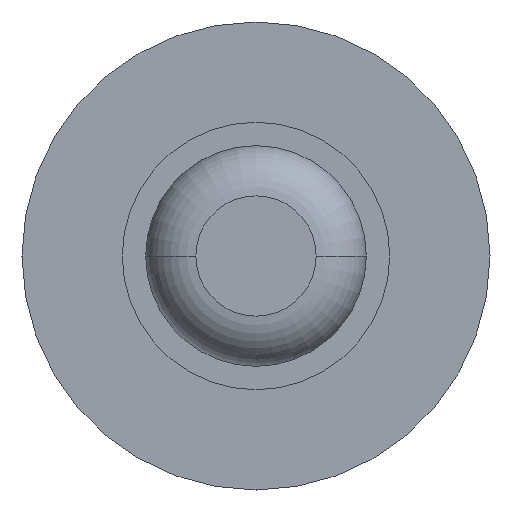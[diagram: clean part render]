
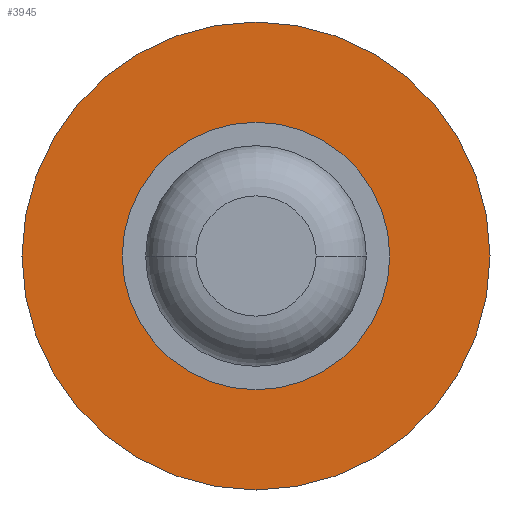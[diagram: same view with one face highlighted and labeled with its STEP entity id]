
A CAD part, front view. The second image highlights one B-rep face of the part: STEP entity #3945.
In plain terms, the highlighted planar face has unit normal (0, -1, 0).
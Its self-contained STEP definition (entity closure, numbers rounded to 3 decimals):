
#61 = DIRECTION ( 'NONE',  ( -1., 0., 0. ) ) ;
#94 = AXIS2_PLACEMENT_3D ( 'NONE', #342, #1931, #61 ) ;
#128 = DIRECTION ( 'NONE',  ( 0., 1., 0. ) ) ;
#330 = DIRECTION ( 'NONE',  ( 0., 1., 0. ) ) ;
#342 = CARTESIAN_POINT ( 'NONE',  ( 0., 5., 0. ) ) ;
#442 = AXIS2_PLACEMENT_3D ( 'NONE', #658, #1313, #3152 ) ;
#450 = VERTEX_POINT ( 'NONE', #1255 ) ;
#658 = CARTESIAN_POINT ( 'NONE',  ( 1.75, 5., 0. ) ) ;
#659 = CIRCLE ( 'NONE', #1473, 0.64 ) ;
#818 = EDGE_CURVE ( 'Defeature ausgef�hrt1_13+Defeature ausgef�hrt1_12+Defeature ausgef�hrt1_12+Defeature ausgef�hrt1_12', #2751, #1445, #2880, .T. ) ;
#933 = ORIENTED_EDGE ( 'NONE', *, *, #1317, .F. ) ;
#945 = CARTESIAN_POINT ( 'NONE',  ( 0., 5., 0. ) ) ;
#1121 = CARTESIAN_POINT ( 'NONE',  ( 0., 5., 0. ) ) ;
#1255 = CARTESIAN_POINT ( 'NONE',  ( -0.64, 5., 0. ) ) ;
#1269 = AXIS2_PLACEMENT_3D ( 'NONE', #945, #2198, #3431 ) ;
#1277 = CARTESIAN_POINT ( 'NONE',  ( 1.75, 5., 0. ) ) ;
#1313 = DIRECTION ( 'NONE',  ( 0., 1., 0. ) ) ;
#1317 = EDGE_CURVE ( 'Defeature ausgef�hrt1_13+Defeature ausgef�hrt1_12+Defeature ausgef�hrt1_12+Defeature ausgef�hrt1_12', #1445, #2751, #3879, .T. ) ;
#1343 = FACE_BOUND ( 'NONE', #4031, .T. ) ;
#1423 = ORIENTED_EDGE ( 'NONE', *, *, #818, .F. ) ;
#1445 = VERTEX_POINT ( 'NONE', #1277 ) ;
#1473 = AXIS2_PLACEMENT_3D ( 'NONE', #1121, #128, #2668 ) ;
#1588 = PLANE ( 'NONE',  #442 ) ;
#1808 = AXIS2_PLACEMENT_3D ( 'NONE', #2218, #330, #2539 ) ;
#1858 = EDGE_CURVE ( 'Defeature ausgef�hrt1_12+Defeature ausgef�hrt1_11+Defeature ausgef�hrt1_11+Defeature ausgef�hrt1_11', #3644, #450, #3525, .T. ) ;
#1931 = DIRECTION ( 'NONE',  ( 0., 1., 0. ) ) ;
#2015 = ORIENTED_EDGE ( 'NONE', *, *, #1858, .T. ) ;
#2198 = DIRECTION ( 'NONE',  ( 0., 1., 0. ) ) ;
#2218 = CARTESIAN_POINT ( 'NONE',  ( 0., 5., 0. ) ) ;
#2225 = FACE_OUTER_BOUND ( 'NONE', #3239, .T. ) ;
#2361 = CARTESIAN_POINT ( 'NONE',  ( 0.64, 5., 0. ) ) ;
#2539 = DIRECTION ( 'NONE',  ( -1., 0., 0. ) ) ;
#2668 = DIRECTION ( 'NONE',  ( -1., 0., 0. ) ) ;
#2751 = VERTEX_POINT ( 'NONE', #3131 ) ;
#2880 = CIRCLE ( 'NONE', #1808, 1.75 ) ;
#3131 = CARTESIAN_POINT ( 'NONE',  ( -1.75, 5., 0. ) ) ;
#3152 = DIRECTION ( 'NONE',  ( -1., 0., 0. ) ) ;
#3239 = EDGE_LOOP ( 'NONE', ( #1423, #933 ) ) ;
#3431 = DIRECTION ( 'NONE',  ( -1., 0., 0. ) ) ;
#3525 = CIRCLE ( 'NONE', #94, 0.64 ) ;
#3538 = ORIENTED_EDGE ( 'NONE', *, *, #3699, .T. ) ;
#3644 = VERTEX_POINT ( 'NONE', #2361 ) ;
#3699 = EDGE_CURVE ( 'Defeature ausgef�hrt1_12+Defeature ausgef�hrt1_11+Defeature ausgef�hrt1_11+Defeature ausgef�hrt1_11', #450, #3644, #659, .T. ) ;
#3879 = CIRCLE ( 'NONE', #1269, 1.75 ) ;
#3945 = ADVANCED_FACE ( 'Defeature ausgef�hrt1_12', ( #2225, #1343 ), #1588, .F. ) ;
#4031 = EDGE_LOOP ( 'NONE', ( #3538, #2015 ) ) ;
